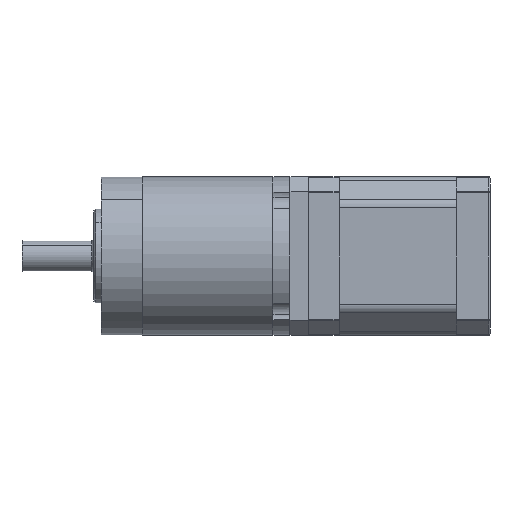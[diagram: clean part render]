
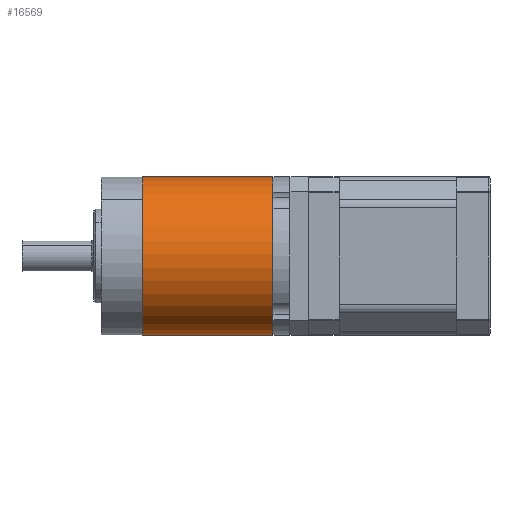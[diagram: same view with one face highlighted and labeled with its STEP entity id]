
A CAD part, left-side view. The second image highlights one B-rep face of the part: STEP entity #16569.
In plain terms, the highlighted cylindrical face has radius 21 mm (diameter 42 mm), a partial arc.
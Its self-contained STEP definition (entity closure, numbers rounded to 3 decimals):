
#431 = EDGE_CURVE ( 'NONE', #20778, #5907, #15676, .T. ) ;
#1268 = ORIENTED_EDGE ( 'NONE', *, *, #431, .T. ) ;
#2275 = ORIENTED_EDGE ( 'NONE', *, *, #19316, .F. ) ;
#3323 = EDGE_CURVE ( 'NONE', #13782, #18827, #13024, .T. ) ;
#3774 = CARTESIAN_POINT ( 'NONE',  ( 0., 34.5, -21. ) ) ;
#5454 = CARTESIAN_POINT ( 'NONE',  ( 0., 34.5, -21. ) ) ;
#5851 = CARTESIAN_POINT ( 'NONE',  ( 0., 34.5, 21. ) ) ;
#5907 = VERTEX_POINT ( 'NONE', #11999 ) ;
#6071 = CARTESIAN_POINT ( 'NONE',  ( 0., 0., 0. ) ) ;
#6452 = EDGE_CURVE ( 'NONE', #13782, #20778, #7043, .T. ) ;
#7043 = LINE ( 'NONE', #5454, #13127 ) ;
#7368 = CARTESIAN_POINT ( 'NONE',  ( 0., 34.5, 0. ) ) ;
#7711 = VECTOR ( 'NONE', #8706, 1000. ) ;
#8346 = DIRECTION ( 'NONE',  ( 0., 1., 0. ) ) ;
#8461 = CARTESIAN_POINT ( 'NONE',  ( 0., 0., -21. ) ) ;
#8706 = DIRECTION ( 'NONE',  ( 0., -1., 0. ) ) ;
#10379 = DIRECTION ( 'NONE',  ( 0., 0., 1. ) ) ;
#11015 = CARTESIAN_POINT ( 'NONE',  ( 0., 34.5, 21. ) ) ;
#11505 = EDGE_LOOP ( 'NONE', ( #2275, #14268, #20730, #1268 ) ) ;
#11877 = DIRECTION ( 'NONE',  ( 0., -1., 0. ) ) ;
#11999 = CARTESIAN_POINT ( 'NONE',  ( 0., 0., 21. ) ) ;
#13024 = CIRCLE ( 'NONE', #14028, 21. ) ;
#13127 = VECTOR ( 'NONE', #11877, 1000. ) ;
#13331 = AXIS2_PLACEMENT_3D ( 'NONE', #6071, #15202, #10379 ) ;
#13782 = VERTEX_POINT ( 'NONE', #3774 ) ;
#13873 = CYLINDRICAL_SURFACE ( 'NONE', #18816, 21. ) ;
#14028 = AXIS2_PLACEMENT_3D ( 'NONE', #14547, #8346, #14734 ) ;
#14268 = ORIENTED_EDGE ( 'NONE', *, *, #3323, .F. ) ;
#14547 = CARTESIAN_POINT ( 'NONE',  ( 0., 34.5, 0. ) ) ;
#14734 = DIRECTION ( 'NONE',  ( 0., 0., 1. ) ) ;
#15202 = DIRECTION ( 'NONE',  ( 0., 1., 0. ) ) ;
#15676 = CIRCLE ( 'NONE', #13331, 21. ) ;
#16569 = ADVANCED_FACE ( 'NONE', ( #20390 ), #13873, .T. ) ;
#17238 = DIRECTION ( 'NONE',  ( 0., 0., -1. ) ) ;
#18591 = DIRECTION ( 'NONE',  ( 0., -1., 0. ) ) ;
#18816 = AXIS2_PLACEMENT_3D ( 'NONE', #7368, #18591, #17238 ) ;
#18827 = VERTEX_POINT ( 'NONE', #11015 ) ;
#19316 = EDGE_CURVE ( 'NONE', #18827, #5907, #20259, .T. ) ;
#20259 = LINE ( 'NONE', #5851, #7711 ) ;
#20390 = FACE_OUTER_BOUND ( 'NONE', #11505, .T. ) ;
#20730 = ORIENTED_EDGE ( 'NONE', *, *, #6452, .T. ) ;
#20778 = VERTEX_POINT ( 'NONE', #8461 ) ;
